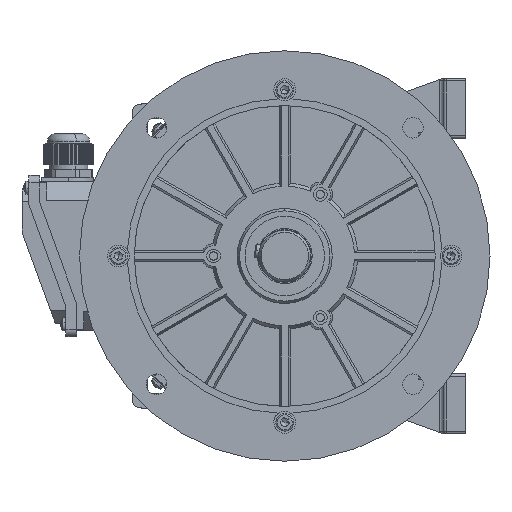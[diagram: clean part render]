
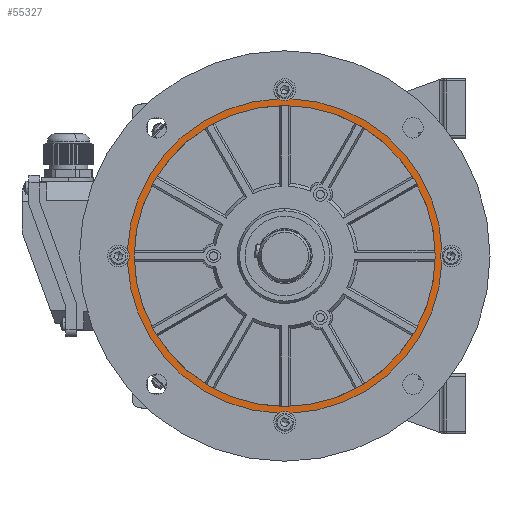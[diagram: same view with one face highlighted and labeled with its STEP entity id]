
A CAD part, left-side view. The second image highlights one B-rep face of the part: STEP entity #55327.
In plain terms, the highlighted planar face has unit normal (-1, 0, 0).
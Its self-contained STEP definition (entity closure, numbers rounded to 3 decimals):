
#50653 = EDGE_CURVE ( 'NONE', #50657, #50661, #92818, .T. ) ;
#50657 = VERTEX_POINT ( 'NONE', #92809 ) ;
#50661 = VERTEX_POINT ( 'NONE', #92806 ) ;
#50825 = VERTEX_POINT ( 'NONE', #93224 ) ;
#50846 = VERTEX_POINT ( 'NONE', #93195 ) ;
#50852 = EDGE_CURVE ( 'NONE', #50846, #50854, #93170, .T. ) ;
#50854 = VERTEX_POINT ( 'NONE', #93344 ) ;
#51097 = EDGE_CURVE ( 'NONE', #50825, #51099, #93779, .T. ) ;
#51099 = VERTEX_POINT ( 'NONE', #93770 ) ;
#52977 = VERTEX_POINT ( 'NONE', #97489 ) ;
#53178 = VERTEX_POINT ( 'NONE', #97898 ) ;
#53188 = EDGE_CURVE ( 'NONE', #53178, #52977, #97891, .T. ) ;
#53876 = EDGE_CURVE ( 'NONE', #52977, #53178, #99325, .T. ) ;
#55327 = ADVANCED_FACE ( 'NONE', ( #101752, #101907 ), #101905, .F. ) ;
#55331 = EDGE_LOOP ( 'NONE', ( #55334, #55341 ) ) ;
#55334 = ORIENTED_EDGE ( 'NONE', *, *, #53876, .F. ) ;
#55341 = ORIENTED_EDGE ( 'NONE', *, *, #53188, .F. ) ;
#55348 = EDGE_LOOP ( 'NONE', ( #55356, #55362, #55380, #55424, #55439, #55446, #55468, #55485, #55496, #55511 ) ) ;
#55356 = ORIENTED_EDGE ( 'NONE', *, *, #50653, .F. ) ;
#55362 = ORIENTED_EDGE ( 'NONE', *, *, #55365, .T. ) ;
#55365 = EDGE_CURVE ( 'NONE', #50657, #55370, #101865, .T. ) ;
#55370 = VERTEX_POINT ( 'NONE', #101849 ) ;
#55380 = ORIENTED_EDGE ( 'NONE', *, *, #55386, .F. ) ;
#55386 = EDGE_CURVE ( 'NONE', #55390, #55370, #101832, .T. ) ;
#55390 = VERTEX_POINT ( 'NONE', #101967 ) ;
#55424 = ORIENTED_EDGE ( 'NONE', *, *, #55427, .T. ) ;
#55427 = EDGE_CURVE ( 'NONE', #55390, #50854, #102048, .T. ) ;
#55439 = ORIENTED_EDGE ( 'NONE', *, *, #50852, .F. ) ;
#55446 = ORIENTED_EDGE ( 'NONE', *, *, #55453, .F. ) ;
#55453 = EDGE_CURVE ( 'NONE', #55459, #50846, #102021, .T. ) ;
#55459 = VERTEX_POINT ( 'NONE', #102003 ) ;
#55468 = ORIENTED_EDGE ( 'NONE', *, *, #55480, .T. ) ;
#55480 = EDGE_CURVE ( 'NONE', #55459, #51099, #102107, .T. ) ;
#55485 = ORIENTED_EDGE ( 'NONE', *, *, #51097, .F. ) ;
#55496 = ORIENTED_EDGE ( 'NONE', *, *, #55498, .T. ) ;
#55498 = EDGE_CURVE ( 'NONE', #50825, #55499, #102073, .T. ) ;
#55499 = VERTEX_POINT ( 'NONE', #102064 ) ;
#55511 = ORIENTED_EDGE ( 'NONE', *, *, #55512, .F. ) ;
#55512 = EDGE_CURVE ( 'NONE', #50661, #55499, #102189, .T. ) ;
#92806 = CARTESIAN_POINT ( 'NONE',  ( 0., 0., -113.5 ) ) ;
#92809 = CARTESIAN_POINT ( 'NONE',  ( 0., -4.536, -114.91 ) ) ;
#92813 = DIRECTION ( 'NONE',  ( 0., 0., -1. ) ) ;
#92815 = DIRECTION ( 'NONE',  ( -1., 0., 0. ) ) ;
#92817 = AXIS2_PLACEMENT_3D ( 'NONE', #92831, #92815, #92813 ) ;
#92818 = CIRCLE ( 'NONE', #92817, 8. ) ;
#92831 = CARTESIAN_POINT ( 'NONE',  ( 0., 0., -121.5 ) ) ;
#93162 = DIRECTION ( 'NONE',  ( 0., 0., -1. ) ) ;
#93164 = DIRECTION ( 'NONE',  ( -1., 0., 0. ) ) ;
#93166 = CARTESIAN_POINT ( 'NONE',  ( 0., 0., 121.5 ) ) ;
#93168 = AXIS2_PLACEMENT_3D ( 'NONE', #93166, #93164, #93162 ) ;
#93170 = CIRCLE ( 'NONE', #93168, 8. ) ;
#93195 = CARTESIAN_POINT ( 'NONE',  ( 0., 0., 113.5 ) ) ;
#93224 = CARTESIAN_POINT ( 'NONE',  ( 0., 114.91, -4.536 ) ) ;
#93344 = CARTESIAN_POINT ( 'NONE',  ( 0., -4.536, 114.91 ) ) ;
#93770 = CARTESIAN_POINT ( 'NONE',  ( 0., 114.91, 4.536 ) ) ;
#93772 = DIRECTION ( 'NONE',  ( 0., 0., -1. ) ) ;
#93774 = DIRECTION ( 'NONE',  ( -1., 0., 0. ) ) ;
#93775 = CARTESIAN_POINT ( 'NONE',  ( 0., 121.5, 0. ) ) ;
#93777 = AXIS2_PLACEMENT_3D ( 'NONE', #93775, #93774, #93772 ) ;
#93779 = CIRCLE ( 'NONE', #93777, 8. ) ;
#97489 = CARTESIAN_POINT ( 'NONE',  ( 0., 0., 110. ) ) ;
#97891 = CIRCLE ( 'NONE', #98019, 110. ) ;
#97898 = CARTESIAN_POINT ( 'NONE',  ( 0., 0., -110. ) ) ;
#98014 = DIRECTION ( 'NONE',  ( 0., 0., 1. ) ) ;
#98016 = DIRECTION ( 'NONE',  ( -1., 0., 0. ) ) ;
#98018 = CARTESIAN_POINT ( 'NONE',  ( 0., 0., 0. ) ) ;
#98019 = AXIS2_PLACEMENT_3D ( 'NONE', #98018, #98016, #98014 ) ;
#99319 = DIRECTION ( 'NONE',  ( 0., 0., 1. ) ) ;
#99321 = DIRECTION ( 'NONE',  ( -1., 0., 0. ) ) ;
#99323 = AXIS2_PLACEMENT_3D ( 'NONE', #99334, #99321, #99319 ) ;
#99325 = CIRCLE ( 'NONE', #99323, 110. ) ;
#99334 = CARTESIAN_POINT ( 'NONE',  ( 0., 0., 0. ) ) ;
#101752 = FACE_BOUND ( 'NONE', #55331, .T. ) ;
#101832 = CIRCLE ( 'NONE', #101974, 8. ) ;
#101849 = CARTESIAN_POINT ( 'NONE',  ( 0., -114.91, -4.536 ) ) ;
#101857 = DIRECTION ( 'NONE',  ( 0., 0., 1. ) ) ;
#101859 = DIRECTION ( 'NONE',  ( -1., 0., 0. ) ) ;
#101861 = CARTESIAN_POINT ( 'NONE',  ( 0., 0., 0. ) ) ;
#101863 = AXIS2_PLACEMENT_3D ( 'NONE', #101861, #101859, #101857 ) ;
#101865 = CIRCLE ( 'NONE', #101863, 115. ) ;
#101892 = DIRECTION ( 'NONE',  ( 0., 0., -1. ) ) ;
#101894 = DIRECTION ( 'NONE',  ( 1., 0., 0. ) ) ;
#101896 = AXIS2_PLACEMENT_3D ( 'NONE', #101903, #101894, #101892 ) ;
#101903 = CARTESIAN_POINT ( 'NONE',  ( 0., 110., 0. ) ) ;
#101905 = PLANE ( 'NONE',  #101896 ) ;
#101907 = FACE_OUTER_BOUND ( 'NONE', #55348, .T. ) ;
#101967 = CARTESIAN_POINT ( 'NONE',  ( 0., -114.91, 4.536 ) ) ;
#101970 = DIRECTION ( 'NONE',  ( 0., 0., -1. ) ) ;
#101971 = DIRECTION ( 'NONE',  ( -1., 0., 0. ) ) ;
#101973 = CARTESIAN_POINT ( 'NONE',  ( 0., -121.5, 0. ) ) ;
#101974 = AXIS2_PLACEMENT_3D ( 'NONE', #101973, #101971, #101970 ) ;
#102003 = CARTESIAN_POINT ( 'NONE',  ( 0., 4.536, 114.91 ) ) ;
#102014 = DIRECTION ( 'NONE',  ( 0., 0., -1. ) ) ;
#102016 = DIRECTION ( 'NONE',  ( -1., 0., 0. ) ) ;
#102017 = CARTESIAN_POINT ( 'NONE',  ( 0., 0., 121.5 ) ) ;
#102019 = AXIS2_PLACEMENT_3D ( 'NONE', #102017, #102016, #102014 ) ;
#102021 = CIRCLE ( 'NONE', #102019, 8. ) ;
#102033 = DIRECTION ( 'NONE',  ( 0., 0., 1. ) ) ;
#102036 = DIRECTION ( 'NONE',  ( -1., 0., 0. ) ) ;
#102038 = CARTESIAN_POINT ( 'NONE',  ( 0., 0., 0. ) ) ;
#102039 = AXIS2_PLACEMENT_3D ( 'NONE', #102038, #102036, #102033 ) ;
#102048 = CIRCLE ( 'NONE', #102039, 115. ) ;
#102064 = CARTESIAN_POINT ( 'NONE',  ( 0., 4.536, -114.91 ) ) ;
#102066 = DIRECTION ( 'NONE',  ( 0., 0., 1. ) ) ;
#102067 = DIRECTION ( 'NONE',  ( -1., 0., 0. ) ) ;
#102069 = CARTESIAN_POINT ( 'NONE',  ( 0., 0., 0. ) ) ;
#102071 = AXIS2_PLACEMENT_3D ( 'NONE', #102069, #102067, #102066 ) ;
#102073 = CIRCLE ( 'NONE', #102071, 115. ) ;
#102101 = DIRECTION ( 'NONE',  ( 0., 0., 1. ) ) ;
#102103 = DIRECTION ( 'NONE',  ( -1., 0., 0. ) ) ;
#102105 = AXIS2_PLACEMENT_3D ( 'NONE', #102118, #102103, #102101 ) ;
#102107 = CIRCLE ( 'NONE', #102105, 115. ) ;
#102118 = CARTESIAN_POINT ( 'NONE',  ( 0., 0., 0. ) ) ;
#102185 = DIRECTION ( 'NONE',  ( 0., 0., -1. ) ) ;
#102186 = DIRECTION ( 'NONE',  ( -1., 0., 0. ) ) ;
#102188 = AXIS2_PLACEMENT_3D ( 'NONE', #102199, #102186, #102185 ) ;
#102189 = CIRCLE ( 'NONE', #102188, 8. ) ;
#102199 = CARTESIAN_POINT ( 'NONE',  ( 0., 0., -121.5 ) ) ;
